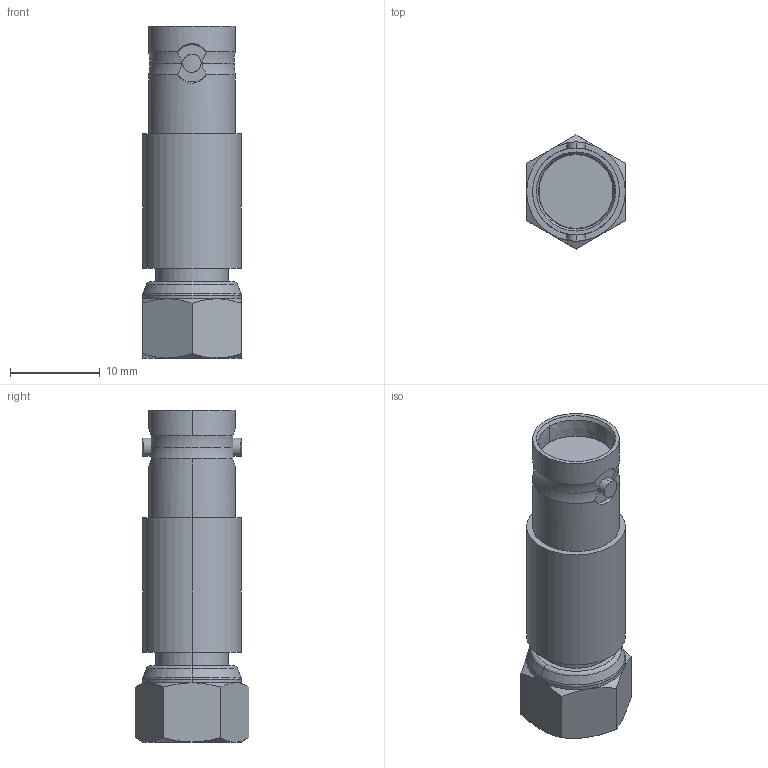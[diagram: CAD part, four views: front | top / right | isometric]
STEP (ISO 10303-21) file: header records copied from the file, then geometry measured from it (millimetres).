
FILE_DESCRIPTION (( 'STEP AP214' ), '1' );
FILE_NAME ('J01008A0031.STEP', '2018-11-19T09:47:07', ( '' ), ( '' ), 'SwSTEP 2.0', 'SolidWorks 2017', '' );
FILE_SCHEMA (( 'AUTOMOTIVE_DESIGN' ));
Length unit declared in the file: millimetre
Products named in the file (1): J01008A0031
Bounding box: 11 x 12.7 x 37 mm (x, y, z)
Volume: 3047 mm3; surface area: 1605 mm2
Topology: 1 solids, 1 shells, 69 faces, 153 edges, 93 vertices
Faces by surface type: cone 26, cylinder 18, plane 15, torus 10
Entity records: 2168 total; most frequent: CARTESIAN_POINT 648, DIRECTION 314, ORIENTED_EDGE 306, EDGE_CURVE 153, AXIS2_PLACEMENT_3D 141, VERTEX_POINT 93, EDGE_LOOP 76, CIRCLE 71
